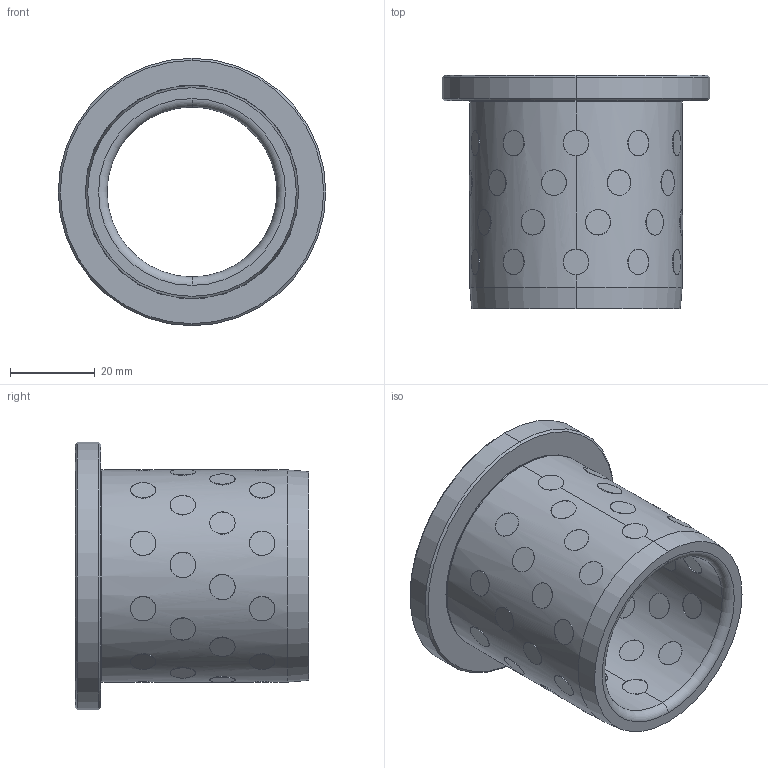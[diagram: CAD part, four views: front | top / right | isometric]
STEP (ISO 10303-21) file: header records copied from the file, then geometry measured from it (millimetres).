
FILE_DESCRIPTION (( 'STEP AP214' ), '1' );
FILE_NAME ('JUM-PAD-D40-L55.STEP', '2021-10-19T02:52:44', ( '' ), ( '' ), 'SwSTEP 2.0', 'SolidWorks 2016', '' );
FILE_SCHEMA (( 'AUTOMOTIVE_DESIGN' ));
Length unit declared in the file: millimetre
Products named in the file (45): ʯī-L5; JUM-PAD-D40-L55; JNM-PAD-D40-L55
Assembly tree (42 placements, depth 2):
  ʯī-L5
  ʯī-L5
  ʯī-L5
  ʯī-L5
  ʯī-L5
Bounding box: 63 x 55 x 63 mm (x, y, z)
Volume: 44849.1 mm3; surface area: 26609.2 mm2
Topology: 41 solids, 41 shells, 265 faces, 551 edges, 362 vertices
Faces by surface type: cylinder 168, plane 83, cone 10, torus 4
Entity records: 9875 total; most frequent: CARTESIAN_POINT 5975, ORIENTED_EDGE 632, DIRECTION 494, EDGE_CURVE 316, VERTEX_POINT 204, AXIS2_PLACEMENT_3D 193, EDGE_LOOP 184, B_SPLINE_CURVE_WITH_KNOTS 173
